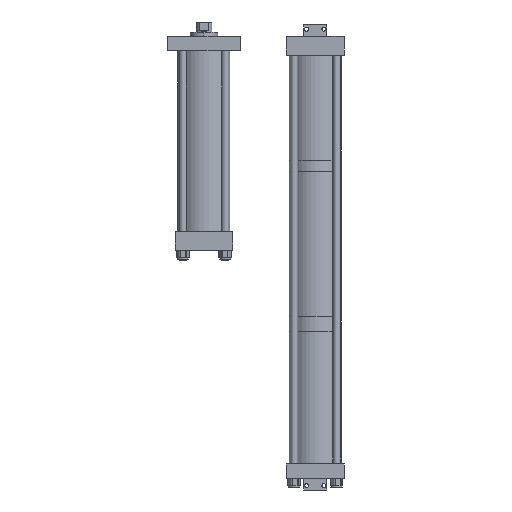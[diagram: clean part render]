
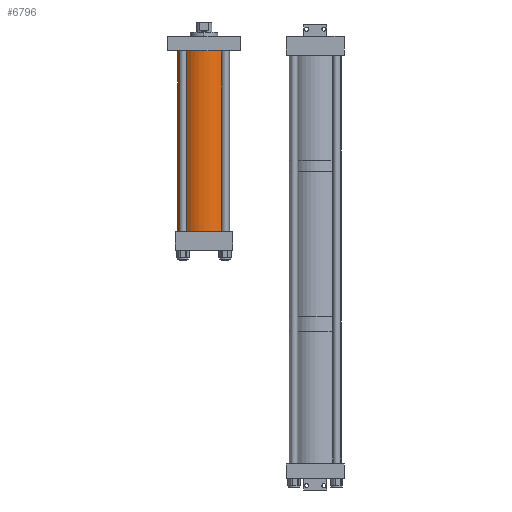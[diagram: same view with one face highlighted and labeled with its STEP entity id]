
A CAD part, front view. The second image highlights one B-rep face of the part: STEP entity #6796.
In plain terms, the highlighted cylindrical face has radius 57.15 mm (diameter 114.3 mm), a partial arc.
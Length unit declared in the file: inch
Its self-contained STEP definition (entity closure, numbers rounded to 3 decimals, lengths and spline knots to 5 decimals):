
#115 = CARTESIAN_POINT ( 'NONE',  ( 2.25, 0., 15.625 ) ) ;
#291 = EDGE_CURVE ( 'NONE', #419, #6837, #11933, .T. ) ;
#293 = CARTESIAN_POINT ( 'NONE',  ( 0., 0., 15.625 ) ) ;
#340 = DIRECTION ( 'NONE',  ( 0., 0., 1. ) ) ;
#419 = VERTEX_POINT ( 'NONE', #115 ) ;
#464 = VECTOR ( 'NONE', #10633, 39.37008 ) ;
#1384 = EDGE_LOOP ( 'NONE', ( #10113, #3368, #5650, #8962 ) ) ;
#1902 = CARTESIAN_POINT ( 'NONE',  ( 0., 0., 0. ) ) ;
#2910 = DIRECTION ( 'NONE',  ( 0., 0., 1. ) ) ;
#3139 = CARTESIAN_POINT ( 'NONE',  ( -2.25, 0., 15.625 ) ) ;
#3368 = ORIENTED_EDGE ( 'NONE', *, *, #5663, .F. ) ;
#3403 = EDGE_CURVE ( 'NONE', #13532, #6837, #11445, .T. ) ;
#4376 = CARTESIAN_POINT ( 'NONE',  ( 0., 0., 15.625 ) ) ;
#4443 = AXIS2_PLACEMENT_3D ( 'NONE', #293, #340, #12077 ) ;
#4984 = DIRECTION ( 'NONE',  ( 1., 0., 0. ) ) ;
#5650 = ORIENTED_EDGE ( 'NONE', *, *, #6626, .T. ) ;
#5663 = EDGE_CURVE ( 'NONE', #9730, #419, #10300, .T. ) ;
#5714 = FACE_OUTER_BOUND ( 'NONE', #1384, .T. ) ;
#6277 = CARTESIAN_POINT ( 'NONE',  ( 2.25, 0., 15.625 ) ) ;
#6444 = DIRECTION ( 'NONE',  ( 0., 0., -1. ) ) ;
#6626 = EDGE_CURVE ( 'NONE', #9730, #13532, #12653, .T. ) ;
#6796 = ADVANCED_FACE ( 'NONE', ( #5714 ), #10793, .T. ) ;
#6837 = VERTEX_POINT ( 'NONE', #12993 ) ;
#7035 = AXIS2_PLACEMENT_3D ( 'NONE', #1902, #2910, #4984 ) ;
#7720 = DIRECTION ( 'NONE',  ( 0., 0., -1. ) ) ;
#8962 = ORIENTED_EDGE ( 'NONE', *, *, #3403, .T. ) ;
#9730 = VERTEX_POINT ( 'NONE', #13178 ) ;
#10107 = VECTOR ( 'NONE', #6444, 39.37008 ) ;
#10113 = ORIENTED_EDGE ( 'NONE', *, *, #291, .F. ) ;
#10300 = CIRCLE ( 'NONE', #4443, 2.25 ) ;
#10407 = CARTESIAN_POINT ( 'NONE',  ( -2.25, 0., 0. ) ) ;
#10633 = DIRECTION ( 'NONE',  ( 0., 0., -1. ) ) ;
#10793 = CYLINDRICAL_SURFACE ( 'NONE', #12156, 2.25 ) ;
#11445 = CIRCLE ( 'NONE', #7035, 2.25 ) ;
#11933 = LINE ( 'NONE', #6277, #464 ) ;
#12077 = DIRECTION ( 'NONE',  ( 1., 0., 0. ) ) ;
#12122 = DIRECTION ( 'NONE',  ( -1., 0., 0. ) ) ;
#12156 = AXIS2_PLACEMENT_3D ( 'NONE', #4376, #7720, #12122 ) ;
#12653 = LINE ( 'NONE', #3139, #10107 ) ;
#12993 = CARTESIAN_POINT ( 'NONE',  ( 2.25, 0., 0. ) ) ;
#13178 = CARTESIAN_POINT ( 'NONE',  ( -2.25, 0., 15.625 ) ) ;
#13532 = VERTEX_POINT ( 'NONE', #10407 ) ;
